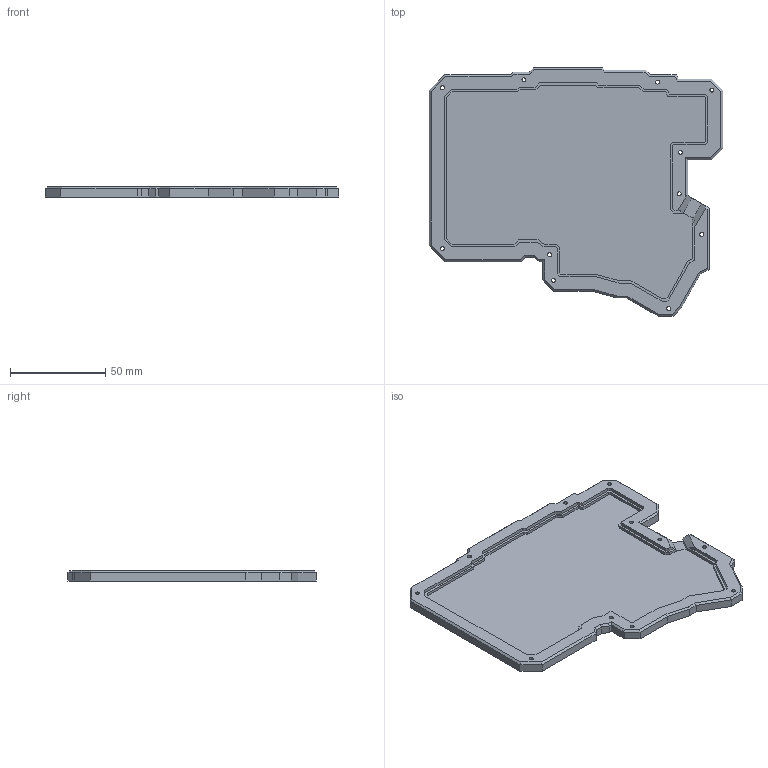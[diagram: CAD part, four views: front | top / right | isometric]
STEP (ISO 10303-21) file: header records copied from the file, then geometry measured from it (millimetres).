
FILE_DESCRIPTION(/* description */ ('KiCad electronic assembly'),/* implementation_level */ '2;1');
FILE_NAME(/* name */ 'base_clean.step',/* time_stamp */ '2025-04-15T12:03:32+03:00',/* author */ (''),/* organization */ (''),/* preprocessor_version */ 'ST-DEVELOPER v20.1',/* originating_system */ 'Autodesk Translation Framework v14.4.0.0',/* authorisation */ '');
FILE_SCHEMA (('AUTOMOTIVE_DESIGN { 1 0 10303 214 3 1 1 }'));
Length unit declared in the file: millimetre
Products named in the file (2): silakka54 1; silakka54_PCB
Assembly tree (1 placements, depth 2):
  silakka54 1
    silakka54_PCB
Bounding box: 154.11 x 130.3 x 5.25 mm (x, y, z)
Volume: 45361.8 mm3; surface area: 36830.7 mm2
Topology: 1 solids, 1 shells, 196 faces, 512 edges, 329 vertices
Faces by surface type: plane 174, cylinder 22
Full cylindrical faces by diameter (mm): 2.1 x11, 4 x11
Entity records: 5995 total; most frequent: CARTESIAN_POINT 1040, ORIENTED_EDGE 1024, DIRECTION 954, EDGE_CURVE 512, LINE 468, VECTOR 468, VERTEX_POINT 329, AXIS2_PLACEMENT_3D 243
